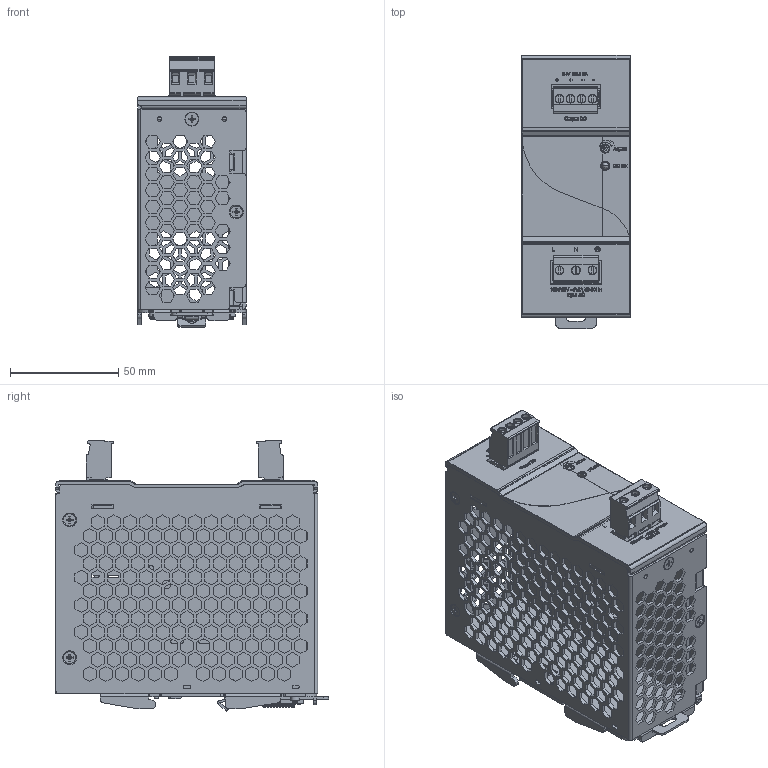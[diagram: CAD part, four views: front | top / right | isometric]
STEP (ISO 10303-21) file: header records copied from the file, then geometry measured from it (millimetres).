
FILE_DESCRIPTION (( 'STEP AP214' ), '1' );
FILE_NAME ('PSB24-120S.STEP', '2015-03-16T21:24:10', ( '' ), ( '' ), 'SwSTEP 2.0', 'SolidWorks 2014', '' );
FILE_SCHEMA (( 'AUTOMOTIVE_DESIGN' ));
Length unit declared in the file: millimetre
Products named in the file (26): 3051627246_1; 3070487546_1; 3050252046_1; 3071616046_1; 2968109502_DCT-1095; 2958042002_PWB; ASSY_LATCH_50X100_ASM_2; 3462026200_2; 3460088100_2; 3461303000_2; 331610480000; 3202315200_2; 3268209100_2; 3100020600_2; 326820070202; 3100000400; 331610470101; 3100000600_1; 330301760000_ASM; ASSY_PWB_MAIN_ASM_1; 330301760000_A_STUD; EE_VR-ADJ; 330301760000; ASSY_DCT-1095_ASM; EE_LED2; PSB24-120S
Assembly tree (32 placements, depth 4):
  PSB24-120S
    330301760000_ASM
      330301760000
      330301760000_A_STUD  x2
    331610470101
    326820070202
    3268209100_2
    3202315200_2
    331610480000
    ASSY_LATCH_50X100_ASM_2
      3461303000_2
      3460088100_2
      3462026200_2
    ASSY_PWB_MAIN_ASM_1
      2958042002_PWB
      ASSY_DCT-1095_ASM
        2968109502_DCT-1095
        3071616046_1
        3050252046_1
        3070487546_1
        3051627246_1
        EE_LED2
      EE_VR-ADJ
    3100000600_1  x2
    3100000400  x3
    3100020600_2  x4
Bounding box: 50.1 x 126.05 x 124.94 mm (x, y, z)
Volume: 98816.2 mm3; surface area: 159607.2 mm2
Topology: 30 solids, 30 shells, 5579 faces, 15471 edges, 10116 vertices
Faces by surface type: plane 3833, bspline 788, cylinder 707, cone 153, torus 78, sphere 20
Entity records: 190437 total; most frequent: CARTESIAN_POINT 53525, ORIENTED_EDGE 29462, DIRECTION 23177, EDGE_CURVE 14731, LINE 11193, VECTOR 11193, VERTEX_POINT 9694, EDGE_LOOP 6181
